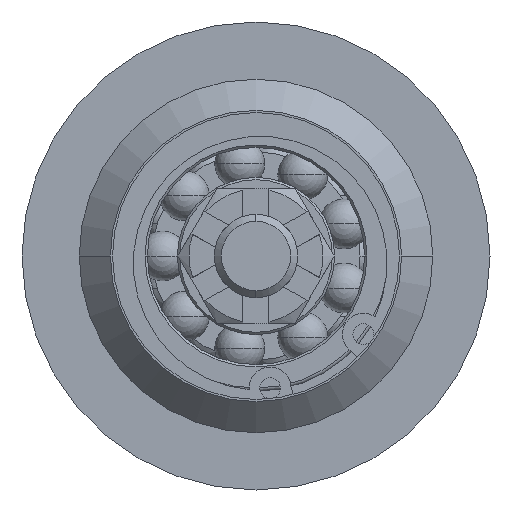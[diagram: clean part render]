
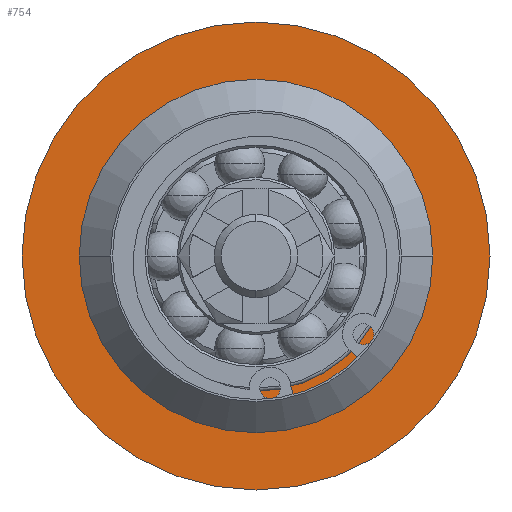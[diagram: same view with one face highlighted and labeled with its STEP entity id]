
A CAD part, left-side view. The second image highlights one B-rep face of the part: STEP entity #754.
In plain terms, the highlighted planar face has unit normal (-1, 0, 0).
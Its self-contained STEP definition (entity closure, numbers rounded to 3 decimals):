
#169=FACE_BOUND('',#1437,.F.);
#754=ADVANCED_FACE('',(#169,#1084),#2974,.T.);
#1084=FACE_OUTER_BOUND('',#1438,.F.);
#1437=EDGE_LOOP('',(#2759,#2760));
#1438=EDGE_LOOP('',(#2761,#2762));
#2759=ORIENTED_EDGE('',*,*,#4511,.T.);
#2760=ORIENTED_EDGE('',*,*,#4503,.T.);
#2761=ORIENTED_EDGE('',*,*,#4514,.F.);
#2762=ORIENTED_EDGE('',*,*,#4506,.F.);
#2974=PLANE('',#5775);
#3340=CIRCLE('',#5765,12.);
#3343=CIRCLE('',#5768,22.5);
#3344=CIRCLE('',#5769,12.);
#3347=CIRCLE('',#5772,22.5);
#4503=EDGE_CURVE('',#5046,#5045,#3340,.T.);
#4506=EDGE_CURVE('',#5040,#5039,#3343,.T.);
#4511=EDGE_CURVE('',#5045,#5046,#3344,.T.);
#4514=EDGE_CURVE('',#5039,#5040,#3347,.T.);
#5039=VERTEX_POINT('',#9311);
#5040=VERTEX_POINT('',#9312);
#5045=VERTEX_POINT('',#9317);
#5046=VERTEX_POINT('',#9318);
#5765=AXIS2_PLACEMENT_3D('',#9319,#7427,#7428);
#5768=AXIS2_PLACEMENT_3D('',#9322,#7433,#7434);
#5769=AXIS2_PLACEMENT_3D('',#9327,#7439,#7440);
#5772=AXIS2_PLACEMENT_3D('',#9330,#7445,#7446);
#5775=AXIS2_PLACEMENT_3D('',#9333,#7451,#7452);
#7427=DIRECTION('',(-1.,0.,0.));
#7428=DIRECTION('',(0.,-1.,0.));
#7433=DIRECTION('',(-1.,0.,0.));
#7434=DIRECTION('',(0.,-1.,0.));
#7439=DIRECTION('',(-1.,0.,0.));
#7440=DIRECTION('',(0.,1.,0.));
#7445=DIRECTION('',(-1.,0.,0.));
#7446=DIRECTION('',(0.,1.,0.));
#7451=DIRECTION('',(-1.,0.,0.));
#7452=DIRECTION('',(0.,0.,-1.));
#9311=CARTESIAN_POINT('',(143.44,2872.865,2152.446));
#9312=CARTESIAN_POINT('',(143.44,2827.865,2152.446));
#9317=CARTESIAN_POINT('',(143.44,2862.365,2152.446));
#9318=CARTESIAN_POINT('',(143.44,2838.365,2152.446));
#9319=CARTESIAN_POINT('',(143.44,2850.365,2152.446));
#9322=CARTESIAN_POINT('',(143.44,2850.365,2152.446));
#9327=CARTESIAN_POINT('',(143.44,2850.365,2152.446));
#9330=CARTESIAN_POINT('',(143.44,2850.365,2152.446));
#9333=CARTESIAN_POINT('',(143.44,2873.315,2175.396));
